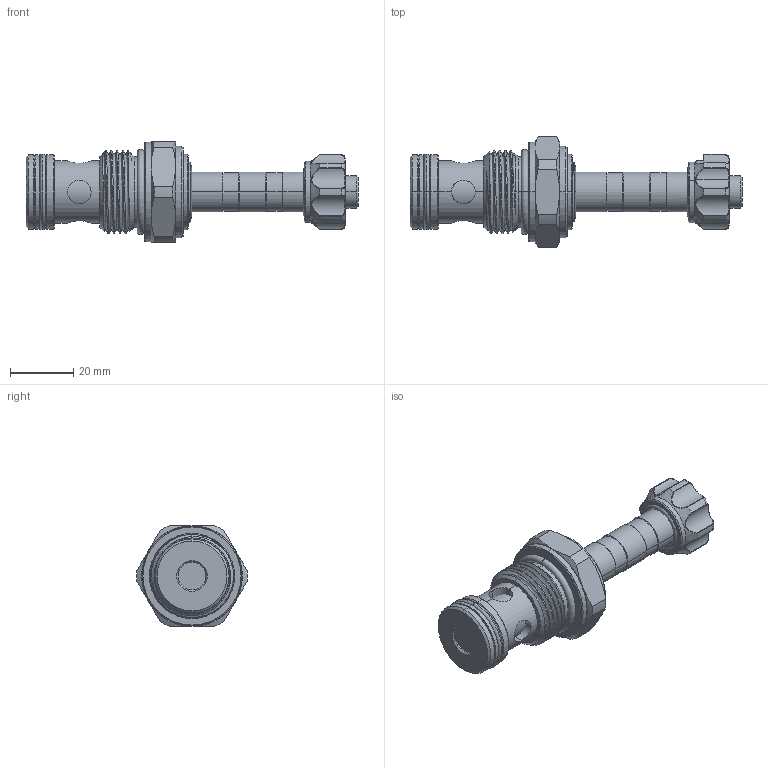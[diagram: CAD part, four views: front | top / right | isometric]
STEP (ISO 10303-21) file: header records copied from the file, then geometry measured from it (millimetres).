
FILE_DESCRIPTION (( 'STEP AP203' ), '1' );
FILE_NAME ('EP17E2A-N85.STEP', '2023-12-11T03:53:05', ( '' ), ( '' ), 'SwSTEP 2.0', 'SolidWorks 2018', '' );
FILE_SCHEMA (( 'CONFIG_CONTROL_DESIGN' ));
Length unit declared in the file: millimetre
Products named in the file (1): EP17E2A-N85
Bounding box: 105.25 x 35.08 x 32 mm (x, y, z)
Volume: 34818.7 mm3; surface area: 10837.2 mm2
Topology: 2 solids, 2 shells, 279 faces, 649 edges, 392 vertices
Faces by surface type: cylinder 118, cone 57, torus 37, bspline 37, plane 30
Entity records: 16634 total; most frequent: CARTESIAN_POINT 10532, ORIENTED_EDGE 1294, DIRECTION 1236, EDGE_CURVE 647, AXIS2_PLACEMENT_3D 536, VERTEX_POINT 392, EDGE_LOOP 303, CIRCLE 293
